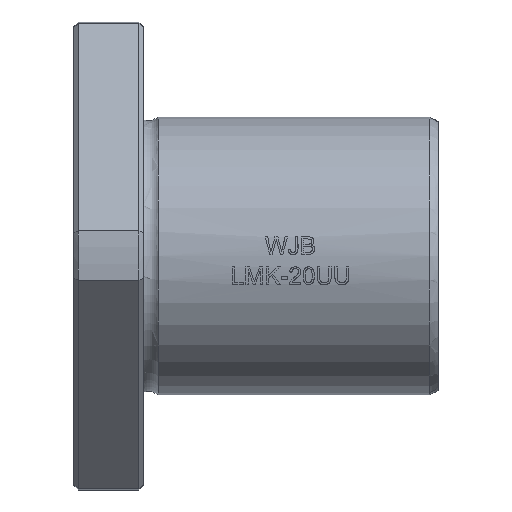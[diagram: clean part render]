
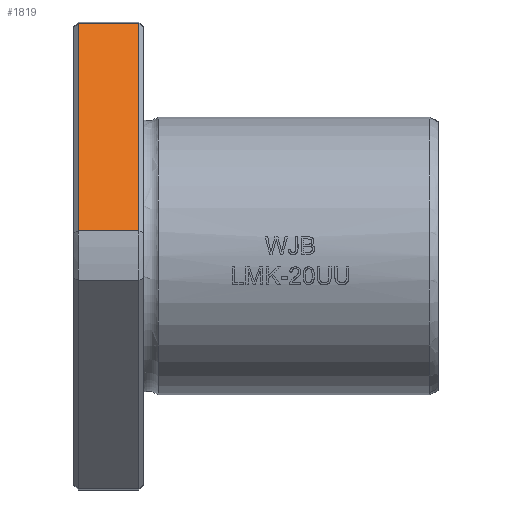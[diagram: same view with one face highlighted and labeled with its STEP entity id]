
A CAD part, top view. The second image highlights one B-rep face of the part: STEP entity #1819.
In plain terms, the highlighted planar face has unit normal (0, 0.707, 0.707).
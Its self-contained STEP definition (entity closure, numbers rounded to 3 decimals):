
#414=PLANE('',#6625);
#1819=ADVANCED_FACE('',(#2142),#414,.T.);
#2142=FACE_OUTER_BOUND('',#2559,.T.);
#2559=EDGE_LOOP('',(#4749,#4750,#4751,#4752));
#2585=B_SPLINE_CURVE_WITH_KNOTS('',3,(#7887,#7888,#7889,#7890),.UNSPECIFIED.,
 .F.,.F.,(4,4),(0.,1.),.UNSPECIFIED.);
#2704=B_SPLINE_CURVE_WITH_KNOTS('',3,(#9733,#9734,#9735,#9736),.UNSPECIFIED.,
 .F.,.F.,(4,4),(0.,1.),.UNSPECIFIED.);
#3035=B_SPLINE_CURVE_WITH_KNOTS('',3,(#13704,#13705,#13706,#13707),.UNSPECIFIED.,
 .F.,.F.,(4,4),(0.,1.),.UNSPECIFIED.);
#3036=B_SPLINE_CURVE_WITH_KNOTS('',3,(#13709,#13710,#13711,#13712),.UNSPECIFIED.,
 .F.,.F.,(4,4),(0.,1.),.UNSPECIFIED.);
#4749=ORIENTED_EDGE('',*,*,#6256,.F.);
#4750=ORIENTED_EDGE('',*,*,#5410,.T.);
#4751=ORIENTED_EDGE('',*,*,#6257,.T.);
#4752=ORIENTED_EDGE('',*,*,#5695,.F.);
#4803=VERTEX_POINT('',#7840);
#4811=VERTEX_POINT('',#7882);
#5078=VERTEX_POINT('',#9627);
#5088=VERTEX_POINT('',#9732);
#5410=EDGE_CURVE('',#4811,#4803,#2585,.T.);
#5695=EDGE_CURVE('',#5088,#5078,#2704,.T.);
#6256=EDGE_CURVE('',#4811,#5088,#3035,.T.);
#6257=EDGE_CURVE('',#4803,#5078,#3036,.T.);
#6625=AXIS2_PLACEMENT_3D('',#13713,#7774,#7775);
#7774=DIRECTION('',(0.,0.707,0.707));
#7775=DIRECTION('',(1.,0.,0.));
#7840=CARTESIAN_POINT('',(0.5,26.849,2.849));
#7882=CARTESIAN_POINT('',(7.5,26.849,2.849));
#7887=CARTESIAN_POINT('',(7.5,26.849,2.849));
#7888=CARTESIAN_POINT('',(5.167,26.849,2.849));
#7889=CARTESIAN_POINT('',(2.833,26.849,2.849));
#7890=CARTESIAN_POINT('',(0.5,26.849,2.849));
#9627=CARTESIAN_POINT('',(0.5,2.849,26.849));
#9732=CARTESIAN_POINT('',(7.5,2.849,26.849));
#9733=CARTESIAN_POINT('',(7.5,2.849,26.849));
#9734=CARTESIAN_POINT('',(5.167,2.849,26.849));
#9735=CARTESIAN_POINT('',(2.833,2.849,26.849));
#9736=CARTESIAN_POINT('',(0.5,2.849,26.849));
#13704=CARTESIAN_POINT('',(7.5,26.849,2.849));
#13705=CARTESIAN_POINT('',(7.5,18.849,10.849));
#13706=CARTESIAN_POINT('',(7.5,10.849,18.849));
#13707=CARTESIAN_POINT('',(7.5,2.849,26.849));
#13709=CARTESIAN_POINT('',(0.5,26.849,2.849));
#13710=CARTESIAN_POINT('',(0.5,18.849,10.849));
#13711=CARTESIAN_POINT('',(0.5,10.849,18.849));
#13712=CARTESIAN_POINT('',(0.5,2.849,26.849));
#13713=CARTESIAN_POINT('',(0.5,2.849,26.849));
